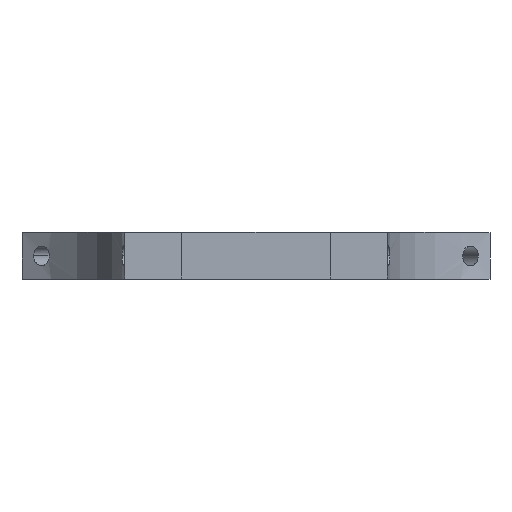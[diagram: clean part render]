
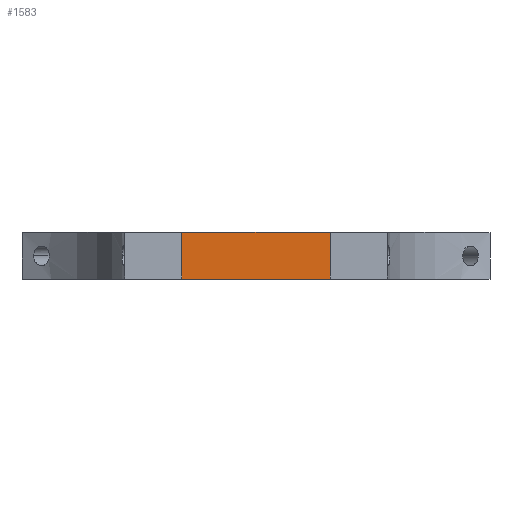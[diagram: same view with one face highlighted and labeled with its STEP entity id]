
A CAD part, top view. The second image highlights one B-rep face of the part: STEP entity #1583.
In plain terms, the highlighted planar face has unit normal (0, 0, 1).
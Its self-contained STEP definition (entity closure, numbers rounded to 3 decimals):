
#58 = CARTESIAN_POINT ( 'NONE',  ( 6.175, -0.45, 11.654 ) ) ;
#64 = EDGE_CURVE ( 'NONE', #1350, #85, #3192, .T. ) ;
#66 = DIRECTION ( 'NONE',  ( 0., 1., 0. ) ) ;
#85 = VERTEX_POINT ( 'NONE', #1929 ) ;
#539 = ORIENTED_EDGE ( 'NONE', *, *, #2635, .T. ) ;
#571 = VECTOR ( 'NONE', #687, 1000. ) ;
#590 = DIRECTION ( 'NONE',  ( 0., 0., -1. ) ) ;
#687 = DIRECTION ( 'NONE',  ( 0., 1., 0. ) ) ;
#747 = EDGE_LOOP ( 'NONE', ( #539, #3021, #1133, #3093 ) ) ;
#835 = CARTESIAN_POINT ( 'NONE',  ( -6.175, 3.45, 11.654 ) ) ;
#849 = AXIS2_PLACEMENT_3D ( 'NONE', #2633, #590, #2671 ) ;
#1127 = FACE_OUTER_BOUND ( 'NONE', #747, .T. ) ;
#1133 = ORIENTED_EDGE ( 'NONE', *, *, #64, .F. ) ;
#1350 = VERTEX_POINT ( 'NONE', #58 ) ;
#1539 = LINE ( 'NONE', #1804, #2324 ) ;
#1583 = ADVANCED_FACE ( 'NONE', ( #1127 ), #3125, .F. ) ;
#1804 = CARTESIAN_POINT ( 'NONE',  ( 6.175, -0.45, 11.654 ) ) ;
#1850 = CARTESIAN_POINT ( 'NONE',  ( 6.175, 3.45, 11.654 ) ) ;
#1929 = CARTESIAN_POINT ( 'NONE',  ( -6.175, -0.45, 11.654 ) ) ;
#1982 = LINE ( 'NONE', #2268, #571 ) ;
#2046 = VERTEX_POINT ( 'NONE', #2244 ) ;
#2062 = VECTOR ( 'NONE', #3132, 1000. ) ;
#2116 = LINE ( 'NONE', #835, #2062 ) ;
#2176 = VECTOR ( 'NONE', #2182, 1000. ) ;
#2182 = DIRECTION ( 'NONE',  ( -1., 0., 0. ) ) ;
#2244 = CARTESIAN_POINT ( 'NONE',  ( -6.175, 3.45, 11.654 ) ) ;
#2268 = CARTESIAN_POINT ( 'NONE',  ( -6.175, -0.45, 11.654 ) ) ;
#2324 = VECTOR ( 'NONE', #66, 1000. ) ;
#2421 = EDGE_CURVE ( 'NONE', #1350, #2704, #1539, .T. ) ;
#2633 = CARTESIAN_POINT ( 'NONE',  ( -6.175, -0.45, 11.654 ) ) ;
#2635 = EDGE_CURVE ( 'NONE', #2704, #2046, #2116, .T. ) ;
#2671 = DIRECTION ( 'NONE',  ( -1., 0., 0. ) ) ;
#2704 = VERTEX_POINT ( 'NONE', #1850 ) ;
#3021 = ORIENTED_EDGE ( 'NONE', *, *, #3218, .F. ) ;
#3093 = ORIENTED_EDGE ( 'NONE', *, *, #2421, .T. ) ;
#3125 = PLANE ( 'NONE',  #849 ) ;
#3132 = DIRECTION ( 'NONE',  ( -1., 0., 0. ) ) ;
#3177 = CARTESIAN_POINT ( 'NONE',  ( -6.175, -0.45, 11.654 ) ) ;
#3192 = LINE ( 'NONE', #3177, #2176 ) ;
#3218 = EDGE_CURVE ( 'NONE', #85, #2046, #1982, .T. ) ;
